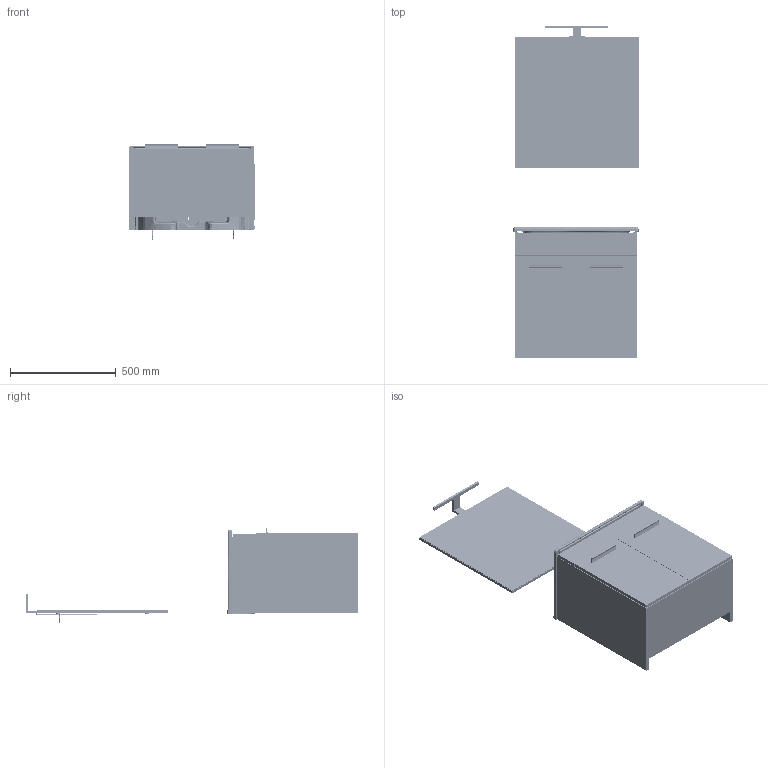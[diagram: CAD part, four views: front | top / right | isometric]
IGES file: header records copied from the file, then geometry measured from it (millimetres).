
Start section: SolidWorks IGES file using analytic representation for surfaces
Global section: file name: 66200+66201_Mia Set,LVD,Ayna,kpk,60cm.IGS; native system: SolidWorks 2020; preprocessor: SolidWorks 2020; author: betul.incukur; date: 210205.073928; units: millimetre
Bounding box: 594.69 x 1568 x 450.71 mm (x, y, z)
Surface area: 4664011.2 mm2 (no closed solid volume)
Topology: 0 solids, 0 shells, 11536 faces, 114290 edges, 114022 vertices
Faces by surface type: bspline 7679, revolution 3857
